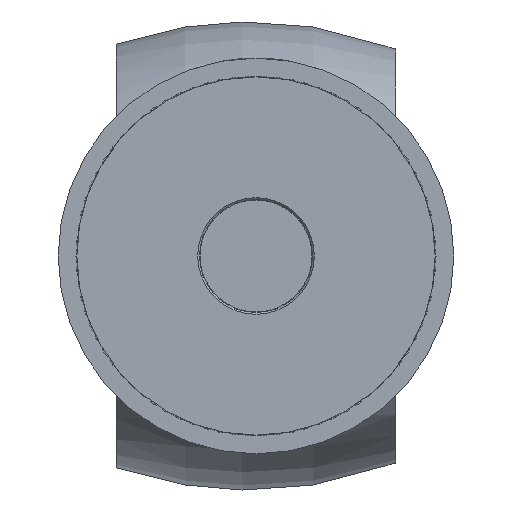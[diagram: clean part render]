
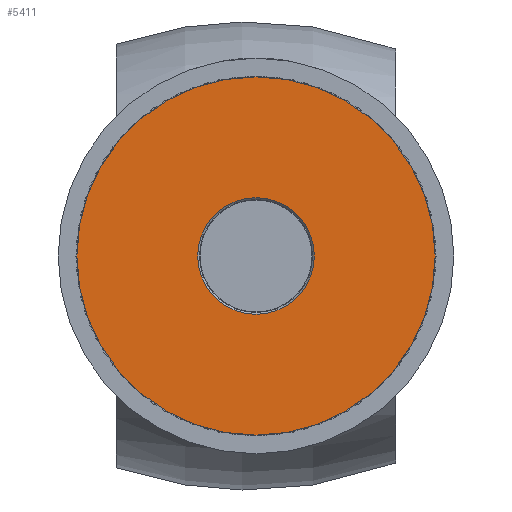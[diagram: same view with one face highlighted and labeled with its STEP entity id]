
A CAD part, left-side view. The second image highlights one B-rep face of the part: STEP entity #5411.
In plain terms, the highlighted planar face has unit normal (-1, 0, 0).
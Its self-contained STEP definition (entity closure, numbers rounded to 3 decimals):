
#399 = CARTESIAN_POINT ( 'NONE',  ( -103.076, 0., 0. ) ) ;
#1083 = CIRCLE ( 'NONE', #1288, 6.25 ) ;
#1288 = AXIS2_PLACEMENT_3D ( 'NONE', #3895, #6850, #2898 ) ;
#1516 = AXIS2_PLACEMENT_3D ( 'NONE', #399, #7503, #7441 ) ;
#1879 = AXIS2_PLACEMENT_3D ( 'NONE', #11101, #9828, #2063 ) ;
#2005 = VERTEX_POINT ( 'NONE', #8183 ) ;
#2063 = DIRECTION ( 'NONE',  ( 0., 0., -1. ) ) ;
#2816 = VERTEX_POINT ( 'NONE', #12284 ) ;
#2898 = DIRECTION ( 'NONE',  ( 0., 0., 1. ) ) ;
#3374 = DIRECTION ( 'NONE',  ( -1., 0., 0. ) ) ;
#3574 = ORIENTED_EDGE ( 'NONE', *, *, #5776, .F. ) ;
#3772 = FACE_BOUND ( 'NONE', #8976, .T. ) ;
#3895 = CARTESIAN_POINT ( 'NONE',  ( -103.076, 0., 0. ) ) ;
#4098 = CARTESIAN_POINT ( 'NONE',  ( -103.076, 0., 0. ) ) ;
#4917 = AXIS2_PLACEMENT_3D ( 'NONE', #12422, #3374, #7389 ) ;
#4951 = DIRECTION ( 'NONE',  ( -1., 0., 0. ) ) ;
#5411 = ADVANCED_FACE ( 'NONE', ( #3772, #8046 ), #12085, .F. ) ;
#5776 = EDGE_CURVE ( 'NONE', #2816, #8951, #1083, .T. ) ;
#6171 = VERTEX_POINT ( 'NONE', #12779 ) ;
#6560 = EDGE_CURVE ( 'NONE', #8951, #2816, #10576, .T. ) ;
#6850 = DIRECTION ( 'NONE',  ( -1., 0., 0. ) ) ;
#7363 = ORIENTED_EDGE ( 'NONE', *, *, #11781, .T. ) ;
#7389 = DIRECTION ( 'NONE',  ( 0., 0., 1. ) ) ;
#7441 = DIRECTION ( 'NONE',  ( 0., 0., 1. ) ) ;
#7503 = DIRECTION ( 'NONE',  ( -1., 0., 0. ) ) ;
#7545 = ORIENTED_EDGE ( 'NONE', *, *, #8769, .T. ) ;
#7645 = CIRCLE ( 'NONE', #4917, 19.2 ) ;
#8046 = FACE_OUTER_BOUND ( 'NONE', #8277, .T. ) ;
#8183 = CARTESIAN_POINT ( 'NONE',  ( -103.076, 0., -19.2 ) ) ;
#8221 = ORIENTED_EDGE ( 'NONE', *, *, #6560, .F. ) ;
#8277 = EDGE_LOOP ( 'NONE', ( #7363, #7545 ) ) ;
#8769 = EDGE_CURVE ( 'NONE', #2005, #6171, #7645, .T. ) ;
#8951 = VERTEX_POINT ( 'NONE', #12739 ) ;
#8976 = EDGE_LOOP ( 'NONE', ( #3574, #8221 ) ) ;
#9828 = DIRECTION ( 'NONE',  ( 1., 0., 0. ) ) ;
#10576 = CIRCLE ( 'NONE', #1516, 6.25 ) ;
#10606 = AXIS2_PLACEMENT_3D ( 'NONE', #4098, #4951, #13006 ) ;
#11101 = CARTESIAN_POINT ( 'NONE',  ( -103.076, 6.25, 0. ) ) ;
#11265 = CIRCLE ( 'NONE', #10606, 19.2 ) ;
#11781 = EDGE_CURVE ( 'NONE', #6171, #2005, #11265, .T. ) ;
#12085 = PLANE ( 'NONE',  #1879 ) ;
#12284 = CARTESIAN_POINT ( 'NONE',  ( -103.076, 0., 6.25 ) ) ;
#12422 = CARTESIAN_POINT ( 'NONE',  ( -103.076, 0., 0. ) ) ;
#12739 = CARTESIAN_POINT ( 'NONE',  ( -103.076, 0., -6.25 ) ) ;
#12779 = CARTESIAN_POINT ( 'NONE',  ( -103.076, 0., 19.2 ) ) ;
#13006 = DIRECTION ( 'NONE',  ( 0., 0., 1. ) ) ;
